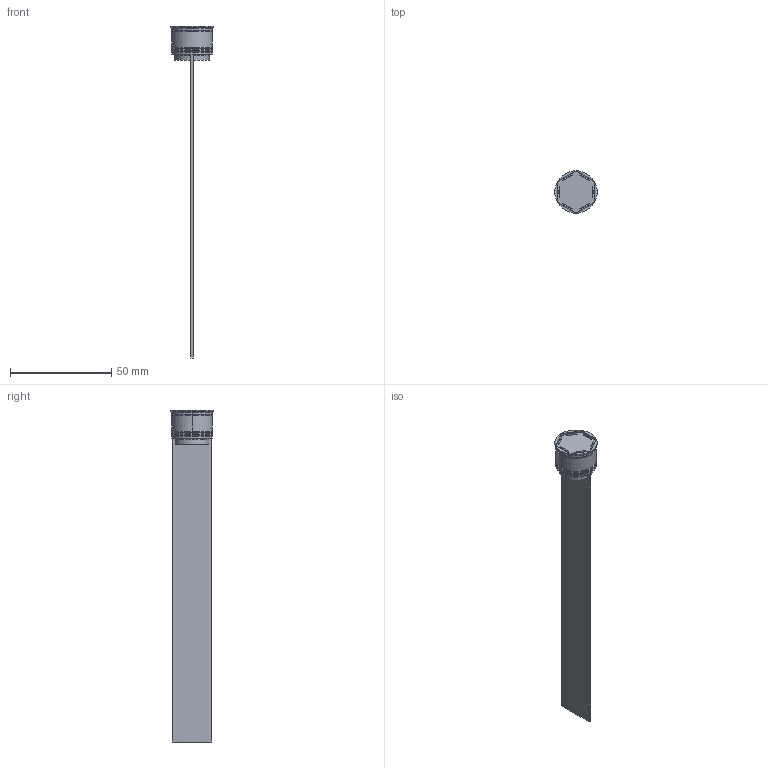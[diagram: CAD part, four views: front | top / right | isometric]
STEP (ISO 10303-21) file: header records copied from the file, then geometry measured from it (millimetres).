
FILE_DESCRIPTION (( 'STEP AP203' ), '1' );
FILE_NAME ('fdf0.STEP', '2023-09-26T16:55:34', ( '' ), ( '' ), 'SwSTEP 2.0', 'SolidWorks 2019', '' );
FILE_SCHEMA (( 'CONFIG_CONTROL_DESIGN' ));
Length unit declared in the file: millimetre
Products named in the file (1): fdf0
Bounding box: 21 x 21 x 164 mm (x, y, z)
Volume: 8101.3 mm3; surface area: 9254.6 mm2
Topology: 3 solids, 3 shells, 87 faces, 200 edges, 125 vertices
Faces by surface type: plane 36, cylinder 28, torus 12, cone 11
Entity records: 2580 total; most frequent: CARTESIAN_POINT 461, DIRECTION 453, ORIENTED_EDGE 400, EDGE_CURVE 200, AXIS2_PLACEMENT_3D 181, VERTEX_POINT 125, EDGE_LOOP 105, CIRCLE 93
